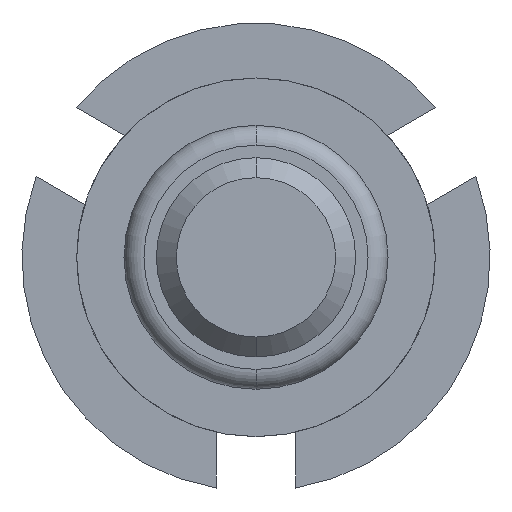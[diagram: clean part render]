
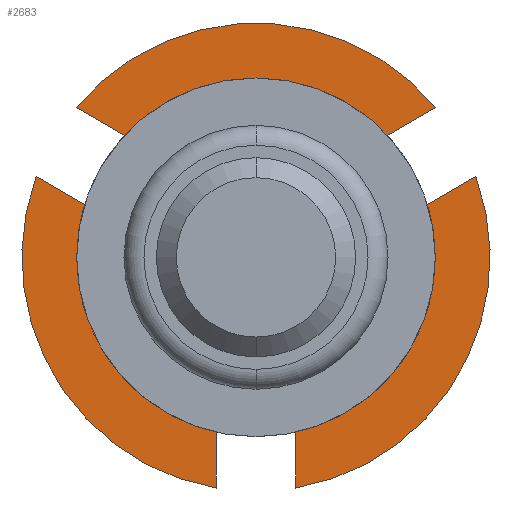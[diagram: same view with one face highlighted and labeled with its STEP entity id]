
A CAD part, front view. The second image highlights one B-rep face of the part: STEP entity #2683.
In plain terms, the highlighted planar face has unit normal (0, -1, 0).
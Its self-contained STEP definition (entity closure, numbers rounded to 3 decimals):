
#192 = DIRECTION ( 'NONE',  ( -0.866, 0., -0.5 ) ) ;
#201 = DIRECTION ( 'NONE',  ( 0.5, 0., -0.866 ) ) ;
#221 = CARTESIAN_POINT ( 'NONE',  ( 0., 5.5, 0. ) ) ;
#227 = VERTEX_POINT ( 'NONE', #2390 ) ;
#231 = VERTEX_POINT ( 'NONE', #3779 ) ;
#285 = DIRECTION ( 'NONE',  ( 0., 0., -1. ) ) ;
#294 = CARTESIAN_POINT ( 'NONE',  ( 0.4, 5.5, -1.6 ) ) ;
#330 = CIRCLE ( 'NONE', #1035, 2.35 ) ;
#387 = VERTEX_POINT ( 'NONE', #1184 ) ;
#420 = VERTEX_POINT ( 'NONE', #486 ) ;
#424 = ORIENTED_EDGE ( 'NONE', *, *, #2934, .F. ) ;
#442 = CARTESIAN_POINT ( 'NONE',  ( -1.655, 5.5, 0. ) ) ;
#454 = EDGE_CURVE ( 'Defeature ausgef�hrt4_40+Defeature ausgef�hrt4_26+Defeature ausgef�hrt4_19+Defeature ausgef�hrt4_39', #2832, #798, #3641, .T. ) ;
#486 = CARTESIAN_POINT ( 'NONE',  ( 0., 5.5, -1.075 ) ) ;
#536 = VERTEX_POINT ( 'NONE', #1136 ) ;
#561 = ORIENTED_EDGE ( 'NONE', *, *, #1340, .F. ) ;
#572 = VECTOR ( 'NONE', #2546, 1000. ) ;
#607 = ORIENTED_EDGE ( 'NONE', *, *, #1274, .F. ) ;
#617 = DIRECTION ( 'NONE',  ( 0.839, 0., -0.545 ) ) ;
#629 = LINE ( 'NONE', #1397, #2647 ) ;
#634 = EDGE_CURVE ( 'Defeature ausgef�hrt4_20+Defeature ausgef�hrt4_26+Defeature ausgef�hrt4_38+Defeature ausgef�hrt4_37', #1748, #227, #330, .T. ) ;
#682 = DIRECTION ( 'NONE',  ( -0.839, 0., 0.545 ) ) ;
#685 = LINE ( 'NONE', #3002, #4262 ) ;
#699 = ORIENTED_EDGE ( 'NONE', *, *, #634, .F. ) ;
#711 = ORIENTED_EDGE ( 'NONE', *, *, #454, .F. ) ;
#718 = ORIENTED_EDGE ( 'NONE', *, *, #1678, .F. ) ;
#737 = VECTOR ( 'NONE', #201, 1000. ) ;
#768 = AXIS2_PLACEMENT_3D ( 'NONE', #2621, #1591, #895 ) ;
#798 = VERTEX_POINT ( 'NONE', #1007 ) ;
#854 = VERTEX_POINT ( 'NONE', #967 ) ;
#889 = DIRECTION ( 'NONE',  ( 0., 1., 0. ) ) ;
#895 = DIRECTION ( 'NONE',  ( 0., 0., -1. ) ) ;
#897 = CARTESIAN_POINT ( 'NONE',  ( -0.4, 5.5, -2.316 ) ) ;
#910 = VECTOR ( 'NONE', #192, 1000. ) ;
#967 = CARTESIAN_POINT ( 'NONE',  ( 1.655, 5.5, 0. ) ) ;
#1007 = CARTESIAN_POINT ( 'NONE',  ( 1.186, 5.5, 1.146 ) ) ;
#1035 = AXIS2_PLACEMENT_3D ( 'NONE', #221, #889, #2600 ) ;
#1042 = LINE ( 'NONE', #3650, #3669 ) ;
#1091 = CARTESIAN_POINT ( 'NONE',  ( -2.205, 5.5, 0.811 ) ) ;
#1117 = VERTEX_POINT ( 'NONE', #3771 ) ;
#1136 = CARTESIAN_POINT ( 'NONE',  ( 1.586, 5.5, 0.454 ) ) ;
#1148 = AXIS2_PLACEMENT_3D ( 'NONE', #4144, #2089, #2102 ) ;
#1184 = CARTESIAN_POINT ( 'NONE',  ( -1.186, 5.5, 1.146 ) ) ;
#1196 = LINE ( 'NONE', #3696, #3125 ) ;
#1254 = FACE_OUTER_BOUND ( 'NONE', #3911, .T. ) ;
#1274 = EDGE_CURVE ( 'Defeature ausgef�hrt4_41+Defeature ausgef�hrt4_26+Defeature ausgef�hrt4_42+Defeature ausgef�hrt4_19', #387, #2619, #2221, .T. ) ;
#1322 = EDGE_CURVE ( 'Defeature ausgef�hrt4_27+Defeature ausgef�hrt4_26+Defeature ausgef�hrt4_28+Defeature ausgef�hrt4_30', #1381, #3806, #1834, .T. ) ;
#1340 = EDGE_CURVE ( 'Defeature ausgef�hrt4_38+Defeature ausgef�hrt4_26+Defeature ausgef�hrt4_39+Defeature ausgef�hrt4_20', #536, #1748, #629, .T. ) ;
#1381 = VERTEX_POINT ( 'NONE', #2889 ) ;
#1397 = CARTESIAN_POINT ( 'NONE',  ( 0.2, 5.5, -0.346 ) ) ;
#1507 = VECTOR ( 'NONE', #3130, 1000. ) ;
#1561 = VECTOR ( 'NONE', #4172, 1000. ) ;
#1565 = FACE_BOUND ( 'NONE', #3913, .T. ) ;
#1588 = EDGE_CURVE ( 'Defeature ausgef�hrt4_30+Defeature ausgef�hrt4_26+Defeature ausgef�hrt4_27+Defeature ausgef�hrt4_29', #3806, #420, #685, .T. ) ;
#1591 = DIRECTION ( 'NONE',  ( 0., 1., 0. ) ) ;
#1593 = ORIENTED_EDGE ( 'NONE', *, *, #3529, .F. ) ;
#1607 = CARTESIAN_POINT ( 'NONE',  ( -0.4, 5.5, 0. ) ) ;
#1624 = ORIENTED_EDGE ( 'NONE', *, *, #2255, .F. ) ;
#1678 = EDGE_CURVE ( 'Defeature ausgef�hrt4_29+Defeature ausgef�hrt4_26+Defeature ausgef�hrt4_30+Defeature ausgef�hrt4_28', #420, #854, #1196, .T. ) ;
#1682 = VERTEX_POINT ( 'NONE', #294 ) ;
#1748 = VERTEX_POINT ( 'NONE', #3935 ) ;
#1769 = CARTESIAN_POINT ( 'NONE',  ( 0., 5.5, -1.6 ) ) ;
#1834 = LINE ( 'NONE', #442, #1507 ) ;
#1980 = DIRECTION ( 'NONE',  ( -1., 0., 0. ) ) ;
#2014 = CARTESIAN_POINT ( 'NONE',  ( 0., 5.5, 1.075 ) ) ;
#2041 = EDGE_CURVE ( 'Defeature ausgef�hrt4_28+Defeature ausgef�hrt4_26+Defeature ausgef�hrt4_29+Defeature ausgef�hrt4_27', #854, #1381, #2266, .T. ) ;
#2089 = DIRECTION ( 'NONE',  ( 0., -1., 0. ) ) ;
#2102 = DIRECTION ( 'NONE',  ( 0., 0., -1. ) ) ;
#2141 = DIRECTION ( 'NONE',  ( 0.866, 0., 0.5 ) ) ;
#2156 = VECTOR ( 'NONE', #682, 1000. ) ;
#2204 = DIRECTION ( 'NONE',  ( 0., 0., -1. ) ) ;
#2221 = LINE ( 'NONE', #2455, #2428 ) ;
#2225 = EDGE_CURVE ( 'Defeature ausgef�hrt4_37+Defeature ausgef�hrt4_26+Defeature ausgef�hrt4_20+Defeature ausgef�hrt4_36', #227, #1682, #2589, .T. ) ;
#2255 = EDGE_CURVE ( 'Defeature ausgef�hrt4_42+Defeature ausgef�hrt4_26+Defeature ausgef�hrt4_43+Defeature ausgef�hrt4_41', #231, #387, #1042, .T. ) ;
#2266 = LINE ( 'NONE', #2014, #2156 ) ;
#2280 = ORIENTED_EDGE ( 'NONE', *, *, #1322, .F. ) ;
#2294 = ORIENTED_EDGE ( 'NONE', *, *, #2993, .F. ) ;
#2390 = CARTESIAN_POINT ( 'NONE',  ( 0.4, 5.5, -2.316 ) ) ;
#2428 = VECTOR ( 'NONE', #3532, 1000. ) ;
#2455 = CARTESIAN_POINT ( 'NONE',  ( 0.2, 5.5, 0.346 ) ) ;
#2472 = CARTESIAN_POINT ( 'NONE',  ( 0.4, 5.5, 0. ) ) ;
#2489 = AXIS2_PLACEMENT_3D ( 'NONE', #2741, #3874, #2204 ) ;
#2533 = DIRECTION ( 'NONE',  ( 0.839, 0., 0.545 ) ) ;
#2546 = DIRECTION ( 'NONE',  ( 0., 0., 1. ) ) ;
#2589 = LINE ( 'NONE', #2472, #572 ) ;
#2600 = DIRECTION ( 'NONE',  ( 0., 0., -1. ) ) ;
#2619 = VERTEX_POINT ( 'NONE', #3498 ) ;
#2621 = CARTESIAN_POINT ( 'NONE',  ( 0., 5.5, 0. ) ) ;
#2647 = VECTOR ( 'NONE', #2141, 1000. ) ;
#2683 = ADVANCED_FACE ( 'Defeature ausgef�hrt4_26', ( #1254, #1565 ), #3811, .T. ) ;
#2741 = CARTESIAN_POINT ( 'NONE',  ( 0., 5.5, 0. ) ) ;
#2810 = LINE ( 'NONE', #3612, #737 ) ;
#2814 = CIRCLE ( 'NONE', #2489, 2.35 ) ;
#2832 = VERTEX_POINT ( 'NONE', #3180 ) ;
#2889 = CARTESIAN_POINT ( 'NONE',  ( 0., 5.5, 1.075 ) ) ;
#2934 = EDGE_CURVE ( 'Defeature ausgef�hrt4_34+Defeature ausgef�hrt4_26+Defeature ausgef�hrt4_35+Defeature ausgef�hrt4_43', #4287, #2938, #2814, .T. ) ;
#2937 = EDGE_CURVE ( 'Defeature ausgef�hrt4_36+Defeature ausgef�hrt4_26+Defeature ausgef�hrt4_37+Defeature ausgef�hrt4_35', #1682, #1117, #3579, .T. ) ;
#2938 = VERTEX_POINT ( 'NONE', #1091 ) ;
#2993 = EDGE_CURVE ( 'Defeature ausgef�hrt4_39+Defeature ausgef�hrt4_26+Defeature ausgef�hrt4_40+Defeature ausgef�hrt4_38', #798, #536, #2810, .T. ) ;
#3002 = CARTESIAN_POINT ( 'NONE',  ( 0., 5.5, -1.075 ) ) ;
#3015 = ORIENTED_EDGE ( 'NONE', *, *, #1588, .F. ) ;
#3074 = EDGE_CURVE ( 'Defeature ausgef�hrt4_35+Defeature ausgef�hrt4_26+Defeature ausgef�hrt4_36+Defeature ausgef�hrt4_34', #1117, #4287, #3989, .T. ) ;
#3125 = VECTOR ( 'NONE', #2533, 1000. ) ;
#3130 = DIRECTION ( 'NONE',  ( -0.839, 0., -0.545 ) ) ;
#3180 = CARTESIAN_POINT ( 'NONE',  ( 1.805, 5.5, 1.504 ) ) ;
#3212 = ORIENTED_EDGE ( 'NONE', *, *, #2225, .F. ) ;
#3263 = ORIENTED_EDGE ( 'NONE', *, *, #2937, .F. ) ;
#3273 = EDGE_CURVE ( 'Defeature ausgef�hrt4_43+Defeature ausgef�hrt4_26+Defeature ausgef�hrt4_34+Defeature ausgef�hrt4_42', #2938, #231, #4156, .T. ) ;
#3291 = VECTOR ( 'NONE', #285, 1000. ) ;
#3448 = CARTESIAN_POINT ( 'NONE',  ( -0.2, 5.5, -0.346 ) ) ;
#3498 = CARTESIAN_POINT ( 'NONE',  ( -1.805, 5.5, 1.504 ) ) ;
#3529 = EDGE_CURVE ( 'Defeature ausgef�hrt4_19+Defeature ausgef�hrt4_26+Defeature ausgef�hrt4_41+Defeature ausgef�hrt4_40', #2619, #2832, #3728, .T. ) ;
#3532 = DIRECTION ( 'NONE',  ( -0.866, 0., 0.5 ) ) ;
#3579 = LINE ( 'NONE', #1769, #3628 ) ;
#3592 = DIRECTION ( 'NONE',  ( 0.5, 0., 0.866 ) ) ;
#3612 = CARTESIAN_POINT ( 'NONE',  ( 1.386, 5.5, 0.8 ) ) ;
#3628 = VECTOR ( 'NONE', #1980, 1000. ) ;
#3641 = LINE ( 'NONE', #3871, #910 ) ;
#3650 = CARTESIAN_POINT ( 'NONE',  ( -1.386, 5.5, 0.8 ) ) ;
#3669 = VECTOR ( 'NONE', #3592, 1000. ) ;
#3696 = CARTESIAN_POINT ( 'NONE',  ( 1.655, 5.5, 0. ) ) ;
#3728 = CIRCLE ( 'NONE', #768, 2.35 ) ;
#3771 = CARTESIAN_POINT ( 'NONE',  ( -0.4, 5.5, -1.6 ) ) ;
#3779 = CARTESIAN_POINT ( 'NONE',  ( -1.586, 5.5, 0.454 ) ) ;
#3806 = VERTEX_POINT ( 'NONE', #4106 ) ;
#3811 = PLANE ( 'NONE',  #1148 ) ;
#3814 = ORIENTED_EDGE ( 'NONE', *, *, #3074, .F. ) ;
#3871 = CARTESIAN_POINT ( 'NONE',  ( -0.2, 5.5, 0.346 ) ) ;
#3874 = DIRECTION ( 'NONE',  ( 0., 1., 0. ) ) ;
#3911 = EDGE_LOOP ( 'NONE', ( #607, #1624, #4110, #424, #3814, #3263, #3212, #699, #561, #2294, #711, #1593 ) ) ;
#3913 = EDGE_LOOP ( 'NONE', ( #4052, #718, #3015, #2280 ) ) ;
#3935 = CARTESIAN_POINT ( 'NONE',  ( 2.205, 5.5, 0.811 ) ) ;
#3989 = LINE ( 'NONE', #1607, #3291 ) ;
#4052 = ORIENTED_EDGE ( 'NONE', *, *, #2041, .F. ) ;
#4106 = CARTESIAN_POINT ( 'NONE',  ( -1.655, 5.5, 0. ) ) ;
#4110 = ORIENTED_EDGE ( 'NONE', *, *, #3273, .F. ) ;
#4144 = CARTESIAN_POINT ( 'NONE',  ( 0., 5.5, 0. ) ) ;
#4156 = LINE ( 'NONE', #3448, #1561 ) ;
#4172 = DIRECTION ( 'NONE',  ( 0.866, 0., -0.5 ) ) ;
#4262 = VECTOR ( 'NONE', #617, 1000. ) ;
#4287 = VERTEX_POINT ( 'NONE', #897 ) ;
